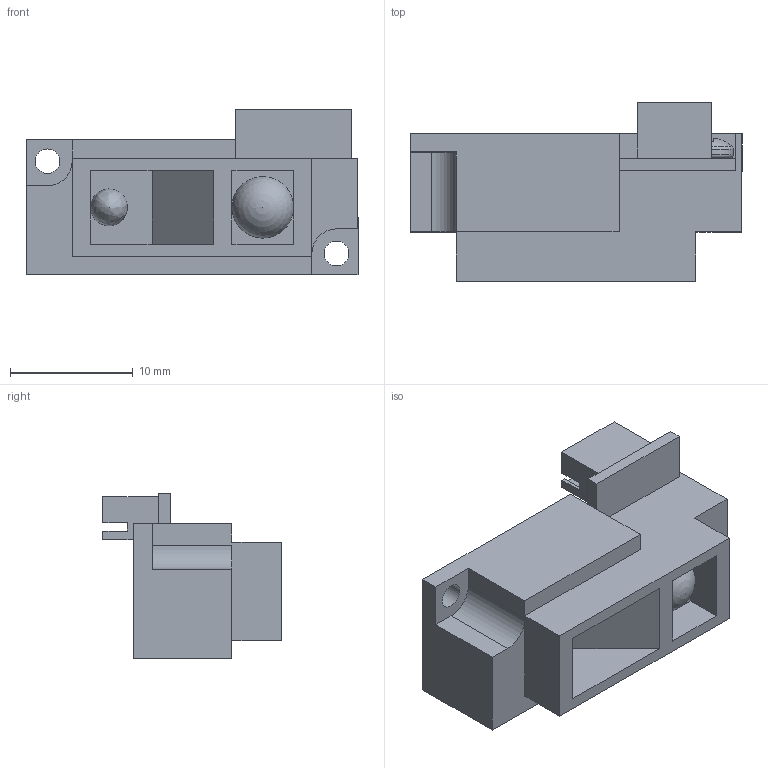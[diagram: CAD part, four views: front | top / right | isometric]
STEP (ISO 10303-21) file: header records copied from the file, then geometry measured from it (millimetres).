
FILE_DESCRIPTION(/* description */ (''),/* implementation_level */ '2;1');
FILE_NAME(/* name */ 'SHARP GP2Y0A51SK0F.step',/* time_stamp */ '2022-12-21T16:06:46+10:00',/* author */ (''),/* organization */ (''),/* preprocessor_version */ 'ST-DEVELOPER v19.2',/* originating_system */ 'Autodesk Translation Framework v11.17.0.187',/* authorisation */ '');
FILE_SCHEMA (('AUTOMOTIVE_DESIGN { 1 0 10303 214 3 1 1 }'));
Length unit declared in the file: millimetre
Products named in the file (4): шарп; шарп крышка; шарп плата; 92000A010_Passivated 18-8 Stainless Steel Pan Head Phillips Screws
Assembly tree (4 placements, depth 2):
  шарп
    шарп крышка
    шарп плата
    92000A010_Passivated 18-8 Stainless Steel Pan Head Phillips Screws  x2
Bounding box: 27 x 14.5 x 13.5 mm (x, y, z)
Volume: 1483.1 mm3; surface area: 2930.6 mm2
Topology: 39 solids, 39 shells, 457 faces, 1059 edges, 684 vertices
Faces by surface type: plane 370, cylinder 50, cone 23, bspline 7, torus 4, sphere 3
Full cylindrical faces by diameter (mm): 1.48 x12, 2 x16, 4 x2
Entity records: 12919 total; most frequent: CARTESIAN_POINT 3568, ORIENTED_EDGE 1854, DIRECTION 1803, EDGE_CURVE 927, LINE 783, VECTOR 783, VERTEX_POINT 598, AXIS2_PLACEMENT_3D 510
